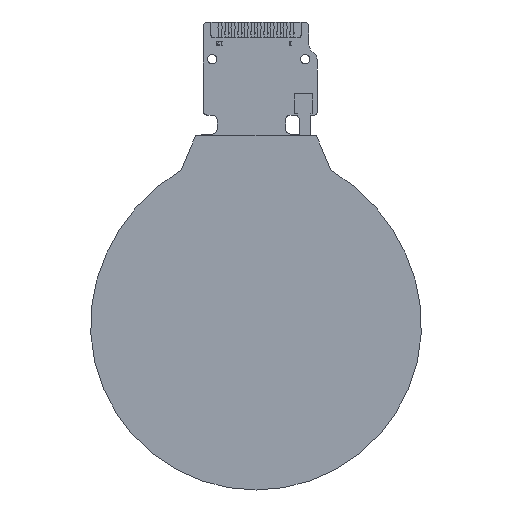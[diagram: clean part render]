
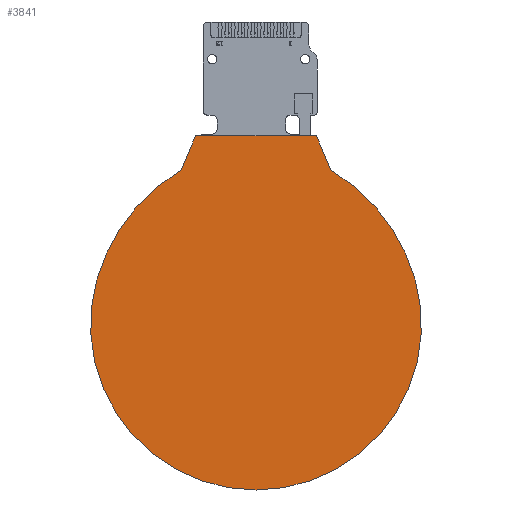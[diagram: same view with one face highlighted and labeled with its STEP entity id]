
A CAD part, front view. The second image highlights one B-rep face of the part: STEP entity #3841.
In plain terms, the highlighted planar face has unit normal (0, -1, 0).
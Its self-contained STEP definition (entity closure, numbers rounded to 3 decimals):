
#709 = PLANE ( 'NONE',  #7115 ) ;
#834 = CARTESIAN_POINT ( 'NONE',  ( -6.508, 0., 20.3 ) ) ;
#1431 = DIRECTION ( 'NONE',  ( 0., 1., 0. ) ) ;
#1639 = CARTESIAN_POINT ( 'NONE',  ( -8.977, 0., 17.427 ) ) ;
#1640 = ORIENTED_EDGE ( 'NONE', *, *, #13814, .F. ) ;
#1922 = AXIS2_PLACEMENT_3D ( 'NONE', #5417, #19984, #22323 ) ;
#3126 = AXIS2_PLACEMENT_3D ( 'NONE', #23457, #6938, #15505 ) ;
#3144 = VERTEX_POINT ( 'NONE', #5827 ) ;
#3259 = CIRCLE ( 'NONE', #11947, 1.193 ) ;
#3676 = DIRECTION ( 'NONE',  ( 0., -1., 0. ) ) ;
#3740 = CARTESIAN_POINT ( 'NONE',  ( 0., 0., -17.8 ) ) ;
#3841 = ADVANCED_FACE ( 'NONE', ( #7218 ), #709, .F. ) ;
#3867 = DIRECTION ( 'NONE',  ( 0., 1., 0. ) ) ;
#4170 = VERTEX_POINT ( 'NONE', #24199 ) ;
#4473 = EDGE_CURVE ( 'NONE', #4485, #9243, #19786, .T. ) ;
#4485 = VERTEX_POINT ( 'NONE', #834 ) ;
#5082 = DIRECTION ( 'NONE',  ( 1., 0., 0. ) ) ;
#5232 = VECTOR ( 'NONE', #5082, 1000. ) ;
#5417 = CARTESIAN_POINT ( 'NONE',  ( 1.808, 0., -0.307 ) ) ;
#5827 = CARTESIAN_POINT ( 'NONE',  ( 8.236, 0., 16.492 ) ) ;
#5922 = EDGE_CURVE ( 'NONE', #17664, #3144, #3259, .T. ) ;
#6003 = DIRECTION ( 'NONE',  ( 0., 0., 1. ) ) ;
#6368 = ORIENTED_EDGE ( 'NONE', *, *, #21258, .F. ) ;
#6571 = EDGE_CURVE ( 'NONE', #15081, #9414, #15432, .T. ) ;
#6578 = ORIENTED_EDGE ( 'NONE', *, *, #8497, .F. ) ;
#6691 = AXIS2_PLACEMENT_3D ( 'NONE', #22516, #3867, #6003 ) ;
#6938 = DIRECTION ( 'NONE',  ( 0., 1., 0. ) ) ;
#6948 = CARTESIAN_POINT ( 'NONE',  ( 7.987, 0., 16.761 ) ) ;
#7115 = AXIS2_PLACEMENT_3D ( 'NONE', #1639, #20317, #7890 ) ;
#7218 = FACE_OUTER_BOUND ( 'NONE', #15453, .T. ) ;
#7890 = DIRECTION ( 'NONE',  ( 1., 0., 0. ) ) ;
#8476 = LINE ( 'NONE', #8605, #18812 ) ;
#8497 = EDGE_CURVE ( 'NONE', #9414, #4170, #8882, .T. ) ;
#8605 = CARTESIAN_POINT ( 'NONE',  ( -7.987, 0., 16.761 ) ) ;
#8707 = ORIENTED_EDGE ( 'NONE', *, *, #14541, .F. ) ;
#8882 = CIRCLE ( 'NONE', #1922, 19.572 ) ;
#8891 = AXIS2_PLACEMENT_3D ( 'NONE', #24587, #26516, #10103 ) ;
#9243 = VERTEX_POINT ( 'NONE', #10776 ) ;
#9363 = DIRECTION ( 'NONE',  ( 0., 0., 1. ) ) ;
#9414 = VERTEX_POINT ( 'NONE', #26480 ) ;
#9485 = CIRCLE ( 'NONE', #18171, 19.572 ) ;
#9740 = DIRECTION ( 'NONE',  ( 0., 0., 1. ) ) ;
#10103 = DIRECTION ( 'NONE',  ( 0., 0., 1. ) ) ;
#10603 = VERTEX_POINT ( 'NONE', #18958 ) ;
#10776 = CARTESIAN_POINT ( 'NONE',  ( 6.508, 0., 20.3 ) ) ;
#11486 = VERTEX_POINT ( 'NONE', #21555 ) ;
#11617 = CARTESIAN_POINT ( 'NONE',  ( -6.508, 0., 20.3 ) ) ;
#11947 = AXIS2_PLACEMENT_3D ( 'NONE', #22328, #3676, #9363 ) ;
#12703 = CIRCLE ( 'NONE', #3126, 17.8 ) ;
#13427 = CARTESIAN_POINT ( 'NONE',  ( -1.808, 0., -0.307 ) ) ;
#13814 = EDGE_CURVE ( 'NONE', #10603, #15081, #12703, .T. ) ;
#14541 = EDGE_CURVE ( 'NONE', #9243, #17664, #17103, .T. ) ;
#15081 = VERTEX_POINT ( 'NONE', #3740 ) ;
#15432 = CIRCLE ( 'NONE', #6691, 17.8 ) ;
#15453 = EDGE_LOOP ( 'NONE', ( #6368, #6578, #22141, #1640, #20964, #24937, #8707, #23381, #23818 ) ) ;
#15505 = DIRECTION ( 'NONE',  ( 0., 0., 1. ) ) ;
#16587 = VECTOR ( 'NONE', #17356, 1000. ) ;
#16904 = DIRECTION ( 'NONE',  ( 0.386, 0., 0.923 ) ) ;
#17103 = LINE ( 'NONE', #25612, #16587 ) ;
#17356 = DIRECTION ( 'NONE',  ( 0.386, 0., -0.923 ) ) ;
#17664 = VERTEX_POINT ( 'NONE', #6948 ) ;
#18171 = AXIS2_PLACEMENT_3D ( 'NONE', #13427, #1431, #9740 ) ;
#18812 = VECTOR ( 'NONE', #16904, 1000. ) ;
#18958 = CARTESIAN_POINT ( 'NONE',  ( 16.105, 0., 7.582 ) ) ;
#19786 = LINE ( 'NONE', #11617, #5232 ) ;
#19984 = DIRECTION ( 'NONE',  ( 0., 1., 0. ) ) ;
#20317 = DIRECTION ( 'NONE',  ( 0., 1., 0. ) ) ;
#20517 = EDGE_CURVE ( 'NONE', #11486, #4485, #8476, .T. ) ;
#20655 = CIRCLE ( 'NONE', #8891, 1.193 ) ;
#20964 = ORIENTED_EDGE ( 'NONE', *, *, #22140, .F. ) ;
#21258 = EDGE_CURVE ( 'NONE', #4170, #11486, #20655, .T. ) ;
#21555 = CARTESIAN_POINT ( 'NONE',  ( -7.987, 0., 16.761 ) ) ;
#22140 = EDGE_CURVE ( 'NONE', #3144, #10603, #9485, .T. ) ;
#22141 = ORIENTED_EDGE ( 'NONE', *, *, #6571, .F. ) ;
#22323 = DIRECTION ( 'NONE',  ( 0., 0., 1. ) ) ;
#22328 = CARTESIAN_POINT ( 'NONE',  ( 8.977, 0., 17.427 ) ) ;
#22516 = CARTESIAN_POINT ( 'NONE',  ( 0., 0., 0. ) ) ;
#23381 = ORIENTED_EDGE ( 'NONE', *, *, #4473, .F. ) ;
#23457 = CARTESIAN_POINT ( 'NONE',  ( 0., 0., 0. ) ) ;
#23818 = ORIENTED_EDGE ( 'NONE', *, *, #20517, .F. ) ;
#24199 = CARTESIAN_POINT ( 'NONE',  ( -8.236, 0., 16.492 ) ) ;
#24587 = CARTESIAN_POINT ( 'NONE',  ( -8.977, 0., 17.427 ) ) ;
#24937 = ORIENTED_EDGE ( 'NONE', *, *, #5922, .F. ) ;
#25612 = CARTESIAN_POINT ( 'NONE',  ( 7.987, 0., 16.761 ) ) ;
#26480 = CARTESIAN_POINT ( 'NONE',  ( -16.105, 0., 7.582 ) ) ;
#26516 = DIRECTION ( 'NONE',  ( 0., -1., 0. ) ) ;
